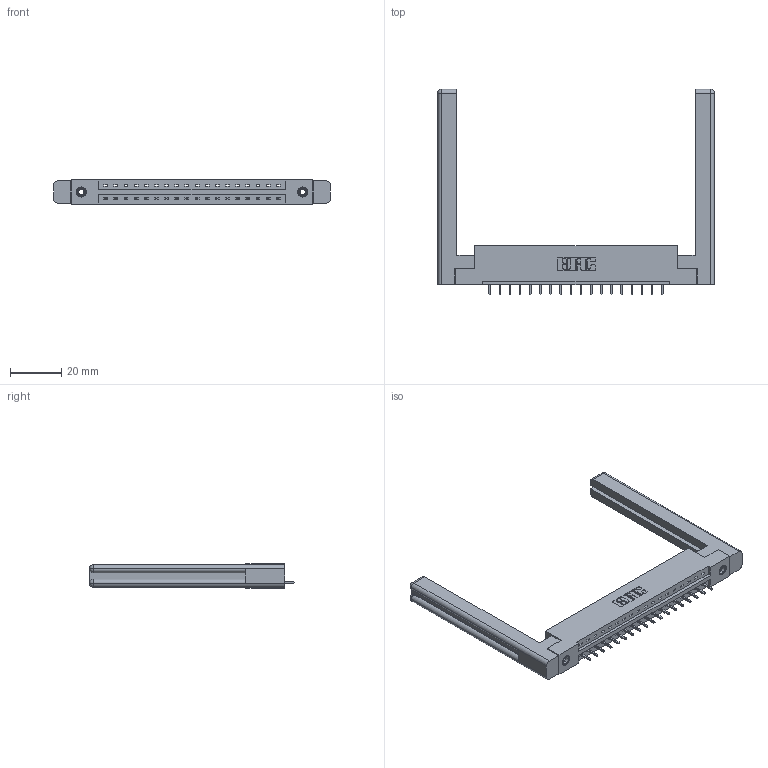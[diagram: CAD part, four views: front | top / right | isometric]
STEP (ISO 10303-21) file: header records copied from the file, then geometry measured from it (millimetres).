
FILE_DESCRIPTION (( 'STEP AP203' ), '1' );
FILE_NAME ('337-018-521-158.STEP', '2019-09-28T19:44:36', ( '' ), ( '' ), 'SwSTEP 2.0', 'SolidWorks 2016', '' );
FILE_SCHEMA (( 'CONFIG_CONTROL_DESIGN' ));
Length unit declared in the file: inch
Products named in the file (5): 337 Part_Flush Mounting Lugs - 0.156 Dia-TI; 345-292-001_345-293-121; 345-250-001_345-250-001-102; 307-220-058; 337-018-521-158
Assembly tree (23 placements, depth 2):
  337-018-521-158
    337 Part_Flush Mounting Lugs - 0.156 Dia-TI
    345-292-001_345-293-121  x18
    345-250-001_345-250-001-102  x2
    307-220-058  x2
Bounding box: 107.95 x 80.14 x 9.4 mm (x, y, z)
Volume: 18030.2 mm3; surface area: 16093.2 mm2
Topology: 23 solids, 23 shells, 1372 faces, 4049 edges, 2662 vertices
Faces by surface type: plane 982, cylinder 366, cone 12, torus 12
Entity records: 19136 total; most frequent: CARTESIAN_POINT 3331, ORIENTED_EDGE 3224, DIRECTION 2872, EDGE_CURVE 1612, VECTOR 1436, LINE 1436, VERTEX_POINT 1066, AXIS2_PLACEMENT_3D 718
